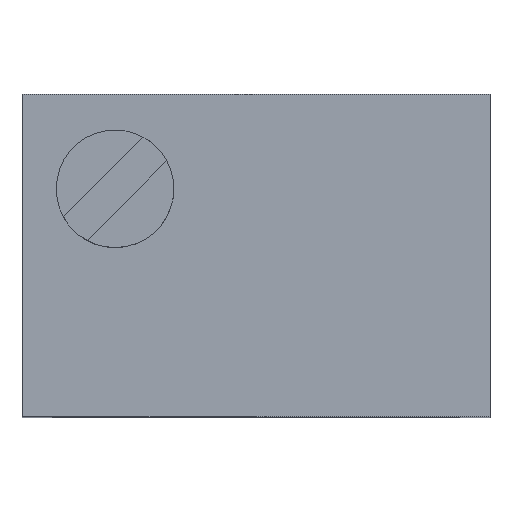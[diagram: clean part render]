
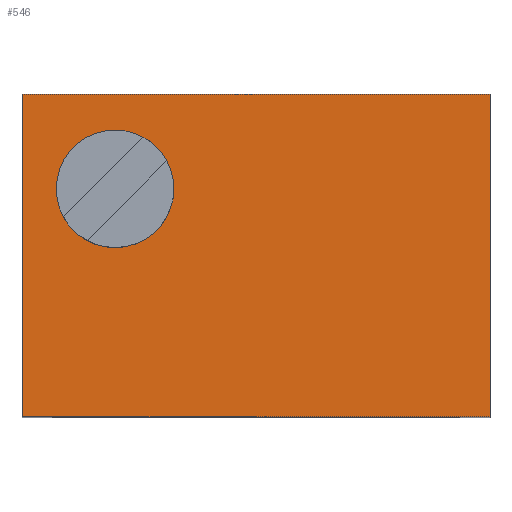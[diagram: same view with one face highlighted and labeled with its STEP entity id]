
A CAD part, top view. The second image highlights one B-rep face of the part: STEP entity #546.
In plain terms, the highlighted planar face has unit normal (0, 0, 1).
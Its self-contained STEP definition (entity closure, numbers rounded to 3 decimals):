
#459=CARTESIAN_POINT('',(3.545,-2.44,7.75));
#460=VERTEX_POINT('',#459);
#467=CARTESIAN_POINT('',(-3.545,-2.44,7.75));
#468=VERTEX_POINT('',#467);
#469=CARTESIAN_POINT('',(-3.545,-2.44,7.75));
#470=DIRECTION('',(1.0,0.0,0.0));
#471=VECTOR('',#470,7.09);
#472=LINE('',#469,#471);
#473=EDGE_CURVE('',#468,#460,#472,.T.);
#516=CARTESIAN_POINT('',(0.0,0.0,7.75));
#517=DIRECTION('',(0.0,0.0,1.0));
#518=DIRECTION('',(1.0,0.0,0.0));
#519=AXIS2_PLACEMENT_3D('',#516,#517,#518);
#520=PLANE('',#519);
#521=CARTESIAN_POINT('',(3.545,2.44,7.75));
#522=VERTEX_POINT('',#521);
#523=CARTESIAN_POINT('',(3.545,-2.44,7.75));
#524=DIRECTION('',(0.0,1.0,0.0));
#525=VECTOR('',#524,4.88);
#526=LINE('',#523,#525);
#527=EDGE_CURVE('',#460,#522,#526,.T.);
#528=ORIENTED_EDGE('',*,*,#527,.T.);
#529=CARTESIAN_POINT('',(-3.545,2.44,7.75));
#530=VERTEX_POINT('',#529);
#531=CARTESIAN_POINT('',(3.545,2.44,7.75));
#532=DIRECTION('',(-1.0,0.0,0.0));
#533=VECTOR('',#532,7.09);
#534=LINE('',#531,#533);
#535=EDGE_CURVE('',#522,#530,#534,.T.);
#536=ORIENTED_EDGE('',*,*,#535,.T.);
#537=CARTESIAN_POINT('',(-3.545,2.44,7.75));
#538=DIRECTION('',(0.0,-1.0,0.0));
#539=VECTOR('',#538,4.88);
#540=LINE('',#537,#539);
#541=EDGE_CURVE('',#530,#468,#540,.T.);
#542=ORIENTED_EDGE('',*,*,#541,.T.);
#543=ORIENTED_EDGE('',*,*,#473,.T.);
#544=EDGE_LOOP('',(#528,#536,#542,#543));
#545=FACE_OUTER_BOUND('',#544,.T.);
#546=ADVANCED_FACE('',(#545),#520,.T.);
